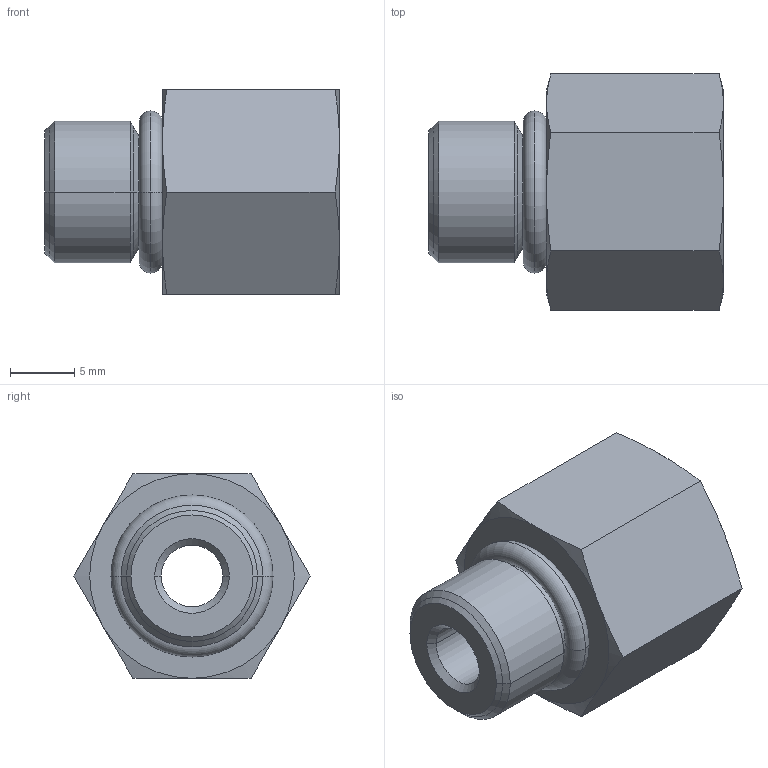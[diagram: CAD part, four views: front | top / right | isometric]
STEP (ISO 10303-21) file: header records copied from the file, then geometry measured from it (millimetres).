
FILE_DESCRIPTION((''),'2;1');
FILE_NAME('ILCM43000023','2009-07-27T',('mes'),(''),'PRO/ENGINEER BY PARAMETRIC TECHNOLOGY CORPORATION, 2007460','PRO/ENGINEER BY PARAMETRIC TECHNOLOGY CORPORATION, 2007460','');
FILE_SCHEMA(('AUTOMOTIVE_DESIGN_CC2 { 1 2 10303 214 -1 1 5 2 }'));
Length unit declared in the file: inch
Products named in the file (1): ILCM43000023
Bounding box: 22.85 x 18.33 x 15.88 mm (x, y, z)
Volume: 2963.7 mm3; surface area: 2647.6 mm2
Topology: 2 solids, 4 shells, 50 faces, 108 edges, 62 vertices
Faces by surface type: cone 22, cylinder 12, plane 10, torus 6
Entity records: 1916 total; most frequent: CARTESIAN_POINT 389, DIRECTION 242, ORIENTED_EDGE 208, EDGE_CURVE 108, AXIS2_PLACEMENT_3D 107, COLOUR_RGB 106, VERTEX_POINT 62, CIRCLE 56
